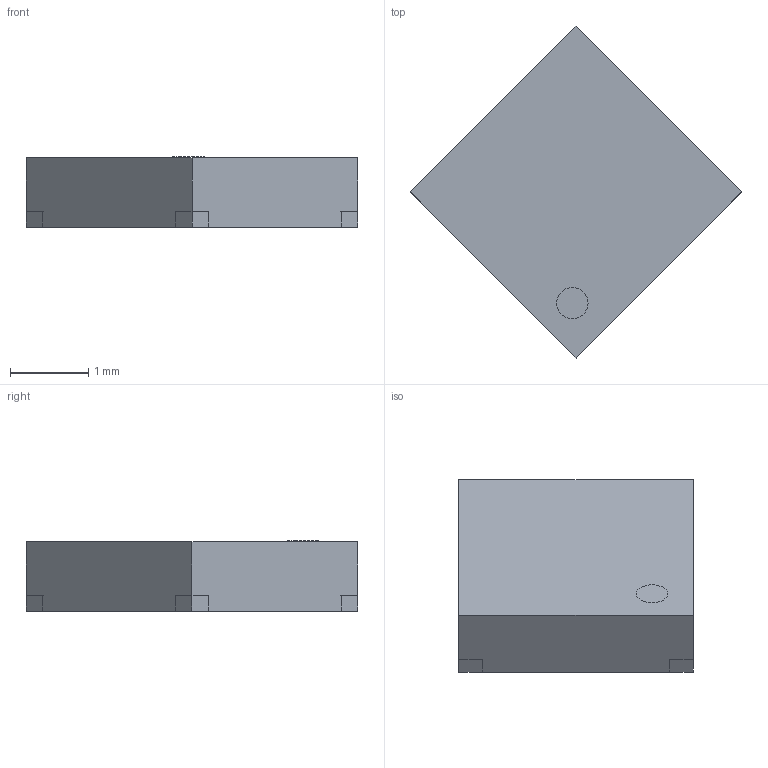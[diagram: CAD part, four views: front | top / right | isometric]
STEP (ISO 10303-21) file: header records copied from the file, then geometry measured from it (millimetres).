
FILE_DESCRIPTION(('FreeCAD Model'),'2;1');
FILE_NAME('Mini-Circuits_FG873-4_3x3mm.step','2018-08-20T17:33:45',('kicad StepUp') ,('ksu MCAD'),'Open CASCADE STEP processor 7.2','FreeCAD','Unknown');
FILE_SCHEMA(('AUTOMOTIVE_DESIGN { 1 0 10303 214 1 1 1 1 }'));
Length unit declared in the file: millimetre
Products named in the file (1): Mini-Circuits_FG873-4_3x3mm
Bounding box: 4.24 x 4.24 x 0.9 mm (x, y, z)
Volume: 8 mm3; surface area: 36.9 mm2
Topology: 5 solids, 6 shells, 51 faces, 121 edges, 81 vertices
Faces by surface type: plane 51
Entity records: 1807 total; most frequent: CARTESIAN_POINT 254, ORIENTED_EDGE 241, DIRECTION 226, EDGE_CURVE 121, LINE 120, VECTOR 120, VERTEX_POINT 81, AXIS2_PLACEMENT_3D 53
